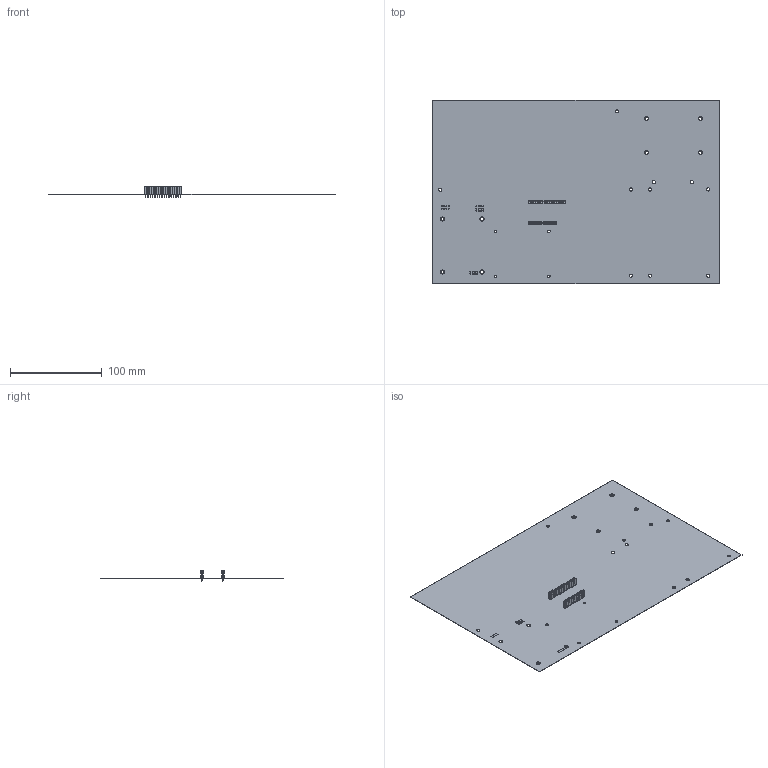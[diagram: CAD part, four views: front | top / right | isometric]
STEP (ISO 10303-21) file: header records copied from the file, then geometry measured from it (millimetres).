
FILE_DESCRIPTION(('Open CASCADE Model'),'2;1');
FILE_NAME('Open CASCADE Shape Model','2021-02-08T23:30:01',('Author'),( 'Open CASCADE'),'Open CASCADE STEP processor 6.8','Open CASCADE 6.8' ,'Unknown');
FILE_SCHEMA(('AUTOMOTIVE_DESIGN { 1 0 10303 214 1 1 1 1 }'));
Length unit declared in the file: millimetre
Products named in the file (11): PCB; Board; Open CASCADE STEP translator 6.8 1.1.1; Designator53; PBS-04; Designator52; Designator51; Designator50; Designator49; Designator48; Designator47
Assembly tree (16 placements, depth 3):
  PCB
    Board
      Open CASCADE STEP translator 6.8 1.1.1
    Designator53
      PBS-04
    Designator52
      PBS-04
    Designator51
      PBS-04
    Designator50
      PBS-04
    Designator49
      PBS-04
    Designator48
      PBS-04
    Designator47
      PBS-04
Bounding box: 312.32 x 200 x 11.6 mm (x, y, z)
Volume: 26503.5 mm3; surface area: 129239.1 mm2
Topology: 8 solids, 8 shells, 1062 faces, 3082 edges, 1980 vertices
Faces by surface type: plane 832, cylinder 230
Full cylindrical faces by diameter (mm): 0.3 x96, 1.1 x56, 2.7 x4, 3 x1, 3.5 x17
Entity records: 11626 total; most frequent: DIRECTION 1908, CARTESIAN_POINT 1809, ORIENTED_EDGE 1796, EDGE_CURVE 898, AXIS2_PLACEMENT_3D 687, FACE_BOUND 662, EDGE_LOOP 662, VERTEX_POINT 588
